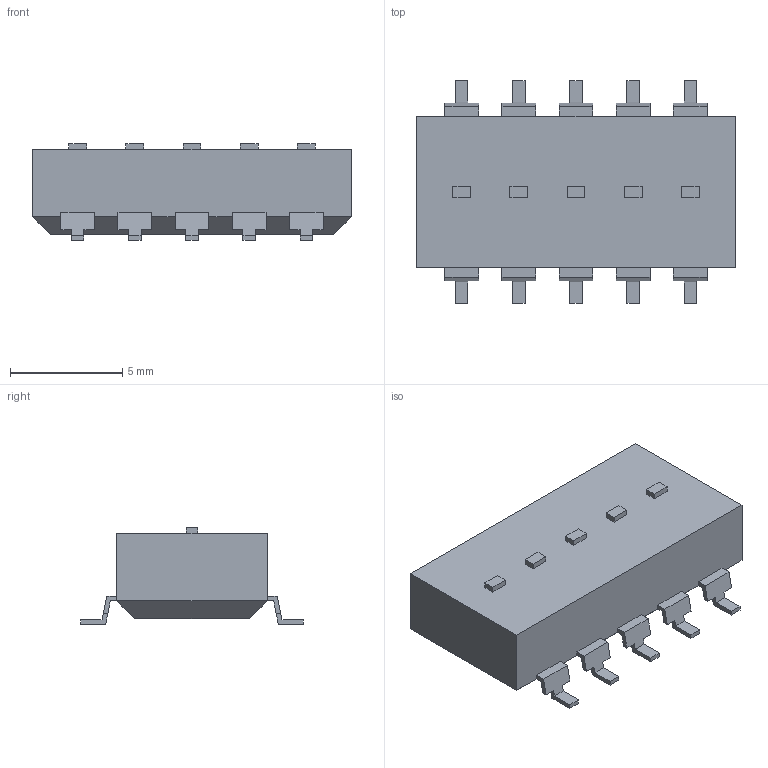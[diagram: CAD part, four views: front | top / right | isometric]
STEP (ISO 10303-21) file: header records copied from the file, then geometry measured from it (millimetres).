
FILE_DESCRIPTION( ( '' ), ' ' );
FILE_NAME( '5a1a29151981720f1b4c4407.step', '2017-11-26T02:38:13', ( '' ), ( '' ), ' ', ' ', ' ' );
FILE_SCHEMA( ( 'AUTOMOTIVE_DESIGN { 1 0 10303 214 1 1 1 1 }' ) );
Length unit declared in the file: metre
Products named in the file (1): Open CASCADE STEP translator 6.8 1
Bounding box: 14.17 x 9.91 x 4.3 mm (x, y, z)
Volume: 353.3 mm3; surface area: 388.1 mm2
Topology: 1 solids, 1 shells, 165 faces, 450 edges, 292 vertices
Faces by surface type: plane 165
Entity records: 8658 total; most frequent: CARTESIAN_POINT 908, ORIENTED_EDGE 900, DIRECTION 782, STYLED_ITEM 615, PRESENTATION_STYLE_ASSIGNMENT 615, COLOUR_RGB 615, EDGE_CURVE 450, CURVE_STYLE 450
